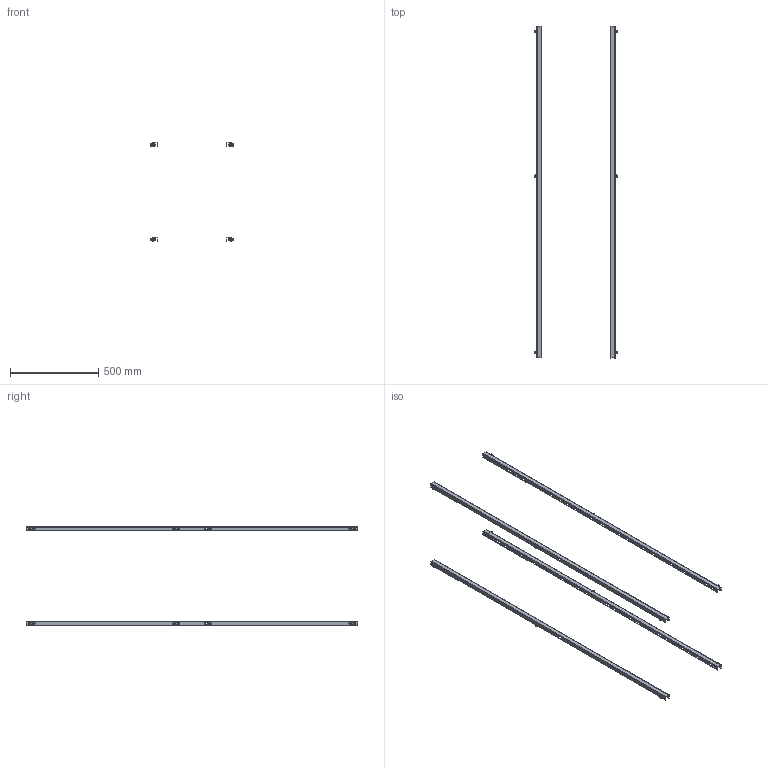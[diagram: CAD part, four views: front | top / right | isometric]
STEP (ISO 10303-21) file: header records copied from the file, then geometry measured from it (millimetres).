
FILE_DESCRIPTION (( 'STEP AP214' ), '1' );
FILE_NAME ('0348-7020-42-93.STEP', '2021-09-30T08:02:51', ( '' ), ( '' ), 'SwSTEP 2.0', 'SolidWorks 2019', '' );
FILE_SCHEMA (( 'AUTOMOTIVE_DESIGN' ));
Length unit declared in the file: millimetre
Products named in the file (6): 0348-7020-42-93; 8000-0000-00-08; 8000-7500-08-16; W0061863~1; W0061864~1
Assembly tree (30 placements, depth 3):
  0348-7020-42-93
    W0061863~1
      W0061864~1  x2
    W0061863~1
      W0061864~1  x2
    8000-7500-08-16  x12
    8000-0000-00-08  x12
Bounding box: 465.58 x 1878.2 x 560.21 mm (x, y, z)
Volume: 752256 mm3; surface area: 1030854.1 mm2
Topology: 28 solids, 28 shells, 2900 faces, 8000 edges, 5168 vertices
Faces by surface type: plane 2324, cone 264, bspline 144, cylinder 120, torus 48
Entity records: 20716 total; most frequent: CARTESIAN_POINT 4094, ORIENTED_EDGE 3472, DIRECTION 2988, EDGE_CURVE 1736, LINE 1608, VECTOR 1608, VERTEX_POINT 1140, EDGE_LOOP 866
